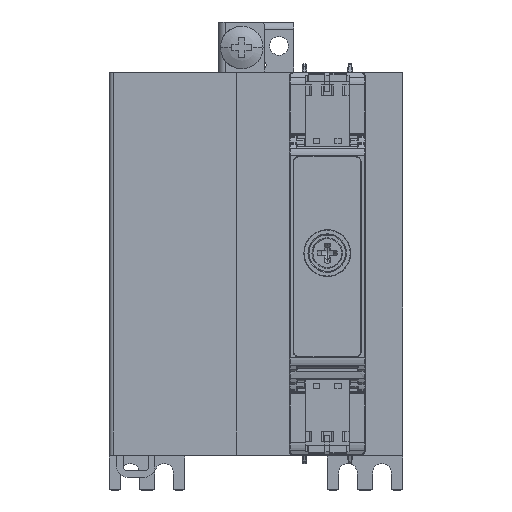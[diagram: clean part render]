
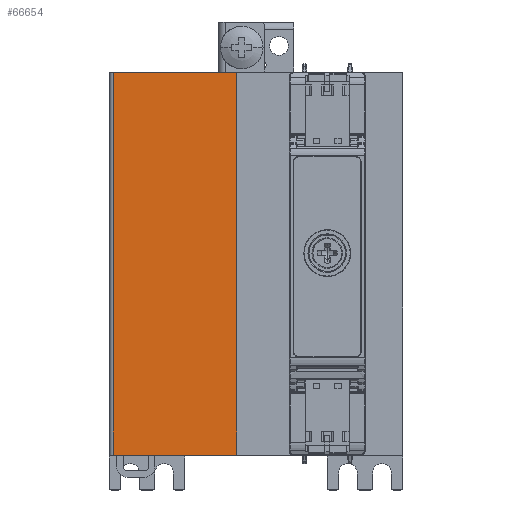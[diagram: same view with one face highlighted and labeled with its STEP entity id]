
A CAD part, top view. The second image highlights one B-rep face of the part: STEP entity #66654.
In plain terms, the highlighted planar face has unit normal (0, 0, 1).
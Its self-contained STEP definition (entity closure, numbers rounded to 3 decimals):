
#66065=CARTESIAN_POINT('',(-4.55,-45.,120.));
#66066=VERTEX_POINT('',#66065);
#66073=CARTESIAN_POINT('',(-33.55,-45.,120.));
#66074=VERTEX_POINT('',#66073);
#66075=CARTESIAN_POINT('',(-33.55,-45.,120.));
#66076=DIRECTION('',(1.0,0.0,0.0));
#66077=VECTOR('',#66076,29.0);
#66078=LINE('',#66075,#66077);
#66079=EDGE_CURVE('',#66074,#66066,#66078,.T.);
#66614=CARTESIAN_POINT('',(-4.55,45.0,120.));
#66615=VERTEX_POINT('',#66614);
#66622=CARTESIAN_POINT('',(-4.55,-45.,120.));
#66623=DIRECTION('',(0.0,1.0,0.0));
#66624=VECTOR('',#66623,90.0);
#66625=LINE('',#66622,#66624);
#66626=EDGE_CURVE('',#66615,#66066,#66625,.F.);
#66631=CARTESIAN_POINT('',(-5.55,-45.0,120.));
#66632=DIRECTION('',(0.0,0.0,1.0));
#66633=DIRECTION('',(1.0,0.0,0.0));
#66634=AXIS2_PLACEMENT_3D('',#66631,#66632,#66633);
#66635=PLANE('',#66634);
#66636=CARTESIAN_POINT('',(-33.55,45.,120.));
#66637=VERTEX_POINT('',#66636);
#66638=CARTESIAN_POINT('',(-4.55,45.,120.));
#66639=DIRECTION('',(-1.0,0.0,0.0));
#66640=VECTOR('',#66639,29.0);
#66641=LINE('',#66638,#66640);
#66642=EDGE_CURVE('',#66615,#66637,#66641,.T.);
#66643=ORIENTED_EDGE('',*,*,#66642,.T.);
#66644=CARTESIAN_POINT('',(-33.55,-45.,120.));
#66645=DIRECTION('',(0.0,1.0,0.0));
#66646=VECTOR('',#66645,90.);
#66647=LINE('',#66644,#66646);
#66648=EDGE_CURVE('',#66074,#66637,#66647,.T.);
#66649=ORIENTED_EDGE('',*,*,#66648,.F.);
#66650=ORIENTED_EDGE('',*,*,#66079,.T.);
#66651=ORIENTED_EDGE('',*,*,#66626,.F.);
#66652=EDGE_LOOP('',(#66643,#66649,#66650,#66651));
#66653=FACE_OUTER_BOUND('',#66652,.T.);
#66654=ADVANCED_FACE('',(#66653),#66635,.T.);
